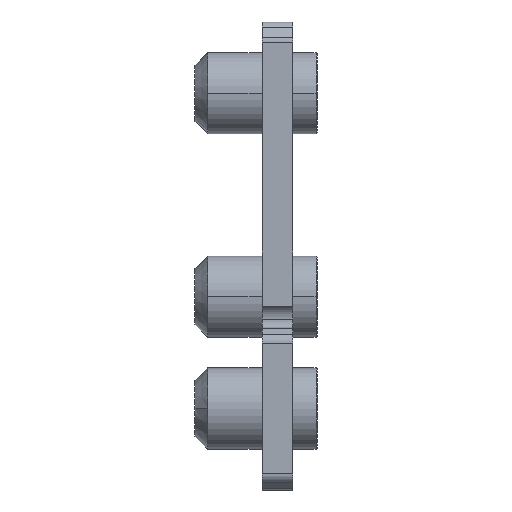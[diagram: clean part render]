
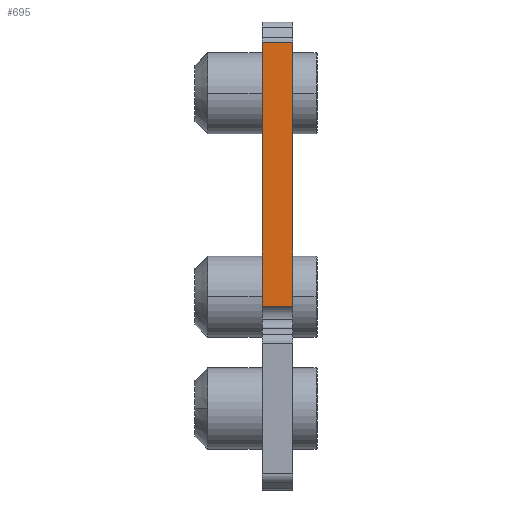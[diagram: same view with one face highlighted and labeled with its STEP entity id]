
A CAD part, left-side view. The second image highlights one B-rep face of the part: STEP entity #695.
In plain terms, the highlighted planar face has unit normal (-1, 0, 0).
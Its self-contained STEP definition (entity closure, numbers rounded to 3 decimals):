
#7 = VERTEX_POINT ( 'NONE', #860 ) ;
#39 = EDGE_CURVE ( 'NONE', #72, #1012, #1772, .T. ) ;
#72 = VERTEX_POINT ( 'NONE', #1630 ) ;
#124 = DIRECTION ( 'NONE',  ( -1., 0., 0. ) ) ;
#205 = DIRECTION ( 'NONE',  ( 0., 0., -1. ) ) ;
#227 = LINE ( 'NONE', #1843, #1945 ) ;
#239 = ORIENTED_EDGE ( 'NONE', *, *, #537, .T. ) ;
#353 = LINE ( 'NONE', #1289, #1943 ) ;
#537 = EDGE_CURVE ( 'NONE', #1012, #7, #353, .T. ) ;
#577 = CARTESIAN_POINT ( 'NONE',  ( -8., -3., 10.069 ) ) ;
#647 = VERTEX_POINT ( 'NONE', #577 ) ;
#672 = CARTESIAN_POINT ( 'NONE',  ( -8., -3., 36. ) ) ;
#695 = ADVANCED_FACE ( 'NONE', ( #1890 ), #910, .T. ) ;
#700 = DIRECTION ( 'NONE',  ( 0., 1., 0. ) ) ;
#725 = CARTESIAN_POINT ( 'NONE',  ( -8., -3., 36. ) ) ;
#733 = DIRECTION ( 'NONE',  ( 0., -1., 0. ) ) ;
#740 = CARTESIAN_POINT ( 'NONE',  ( -8., 0.15, 37.297 ) ) ;
#860 = CARTESIAN_POINT ( 'NONE',  ( -8., 0., 10.069 ) ) ;
#864 = ORIENTED_EDGE ( 'NONE', *, *, #1978, .F. ) ;
#910 = PLANE ( 'NONE',  #1511 ) ;
#926 = VECTOR ( 'NONE', #205, 1000. ) ;
#965 = VECTOR ( 'NONE', #700, 1000. ) ;
#995 = CARTESIAN_POINT ( 'NONE',  ( -8., 0., 36. ) ) ;
#1012 = VERTEX_POINT ( 'NONE', #995 ) ;
#1191 = EDGE_LOOP ( 'NONE', ( #864, #1382, #239, #1869 ) ) ;
#1269 = DIRECTION ( 'NONE',  ( 0., -1., 0. ) ) ;
#1289 = CARTESIAN_POINT ( 'NONE',  ( -8., 0., 36. ) ) ;
#1353 = EDGE_CURVE ( 'NONE', #7, #647, #227, .T. ) ;
#1381 = LINE ( 'NONE', #672, #926 ) ;
#1382 = ORIENTED_EDGE ( 'NONE', *, *, #39, .T. ) ;
#1511 = AXIS2_PLACEMENT_3D ( 'NONE', #740, #124, #733 ) ;
#1630 = CARTESIAN_POINT ( 'NONE',  ( -8., -3., 36. ) ) ;
#1772 = LINE ( 'NONE', #725, #965 ) ;
#1843 = CARTESIAN_POINT ( 'NONE',  ( -8., 0., 10.069 ) ) ;
#1869 = ORIENTED_EDGE ( 'NONE', *, *, #1353, .T. ) ;
#1890 = FACE_OUTER_BOUND ( 'NONE', #1191, .T. ) ;
#1929 = DIRECTION ( 'NONE',  ( 0., 0., -1. ) ) ;
#1943 = VECTOR ( 'NONE', #1929, 1000. ) ;
#1945 = VECTOR ( 'NONE', #1269, 1000. ) ;
#1978 = EDGE_CURVE ( 'NONE', #72, #647, #1381, .T. ) ;
